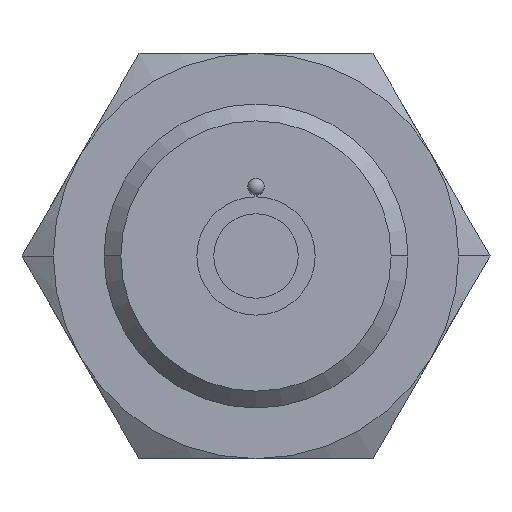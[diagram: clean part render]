
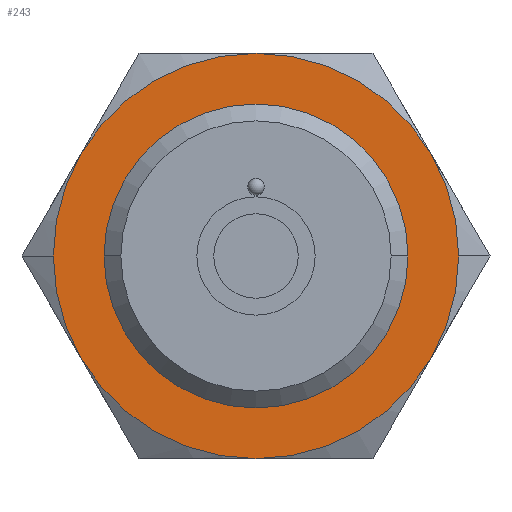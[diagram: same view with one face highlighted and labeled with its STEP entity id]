
A CAD part, front view. The second image highlights one B-rep face of the part: STEP entity #243.
In plain terms, the highlighted planar face has unit normal (0, -1, 0).
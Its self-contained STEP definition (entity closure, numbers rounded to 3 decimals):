
#243=ADVANCED_FACE('',(#401,#402),#403,.T.);
#401=FACE_OUTER_BOUND('',#566,.T.);
#402=FACE_BOUND('',#567,.T.);
#403=PLANE('',#568);
#566=EDGE_LOOP('',(#1079,#1080,#1081,#1082,#1083,#1084,#1085,#1086));
#567=EDGE_LOOP('',(#1087,#1088));
#568=AXIS2_PLACEMENT_3D('',#1089,#1090,#1091);
#1079=ORIENTED_EDGE('',*,*,#1283,.F.);
#1080=ORIENTED_EDGE('',*,*,#1269,.F.);
#1081=ORIENTED_EDGE('',*,*,#1272,.F.);
#1082=ORIENTED_EDGE('',*,*,#1274,.F.);
#1083=ORIENTED_EDGE('',*,*,#1267,.F.);
#1084=ORIENTED_EDGE('',*,*,#1278,.F.);
#1085=ORIENTED_EDGE('',*,*,#1281,.F.);
#1086=ORIENTED_EDGE('',*,*,#1263,.F.);
#1087=ORIENTED_EDGE('',*,*,#1303,.T.);
#1088=ORIENTED_EDGE('',*,*,#1247,.T.);
#1089=CARTESIAN_POINT('',(10.5,-15.0,0.0));
#1090=DIRECTION('',(0.0,-1.0,0.0));
#1091=DIRECTION('',(-1.0,0.0,0.0));
#1247=EDGE_CURVE('',#1471,#1468,#1472,.T.);
#1263=EDGE_CURVE('',#1498,#1501,#1502,.T.);
#1267=EDGE_CURVE('',#1507,#1505,#1509,.T.);
#1269=EDGE_CURVE('',#1511,#1513,#1514,.T.);
#1272=EDGE_CURVE('',#1517,#1511,#1519,.T.);
#1274=EDGE_CURVE('',#1505,#1517,#1521,.T.);
#1278=EDGE_CURVE('',#1525,#1507,#1527,.T.);
#1281=EDGE_CURVE('',#1501,#1525,#1531,.T.);
#1283=EDGE_CURVE('',#1513,#1498,#1533,.T.);
#1303=EDGE_CURVE('',#1468,#1471,#1561,.T.);
#1468=VERTEX_POINT('',#2020);
#1471=VERTEX_POINT('',#2024);
#1472=CIRCLE('',#2025,9.0);
#1498=VERTEX_POINT('',#2080);
#1501=VERTEX_POINT('',#2084);
#1502=CIRCLE('',#2085,12.0);
#1505=VERTEX_POINT('',#2099);
#1507=VERTEX_POINT('',#2102);
#1509=CIRCLE('',#2115,12.0);
#1511=VERTEX_POINT('',#2117);
#1513=VERTEX_POINT('',#2130);
#1514=CIRCLE('',#2131,12.0);
#1517=VERTEX_POINT('',#2145);
#1519=CIRCLE('',#2158,12.0);
#1521=CIRCLE('',#2171,12.0);
#1525=VERTEX_POINT('',#2197);
#1527=CIRCLE('',#2210,12.0);
#1531=CIRCLE('',#2236,12.0);
#1533=CIRCLE('',#2249,12.0);
#1561=CIRCLE('',#2387,9.0);
#2020=CARTESIAN_POINT('',(9.0,-15.0,0.0));
#2024=CARTESIAN_POINT('',(-9.0,-15.0,0.));
#2025=AXIS2_PLACEMENT_3D('',#2569,#2570,#2571);
#2080=CARTESIAN_POINT('',(12.0,-15.0,0.));
#2084=CARTESIAN_POINT('',(10.392,-15.0,-6.0));
#2085=AXIS2_PLACEMENT_3D('',#2595,#2596,#2597);
#2099=CARTESIAN_POINT('',(-12.0,-15.0,0.));
#2102=CARTESIAN_POINT('',(-10.392,-15.0,-6.0));
#2115=AXIS2_PLACEMENT_3D('',#2599,#2600,#2601);
#2117=CARTESIAN_POINT('',(0.,-15.0,12.0));
#2130=CARTESIAN_POINT('',(10.392,-15.0,6.0));
#2131=AXIS2_PLACEMENT_3D('',#2602,#2603,#2604);
#2145=CARTESIAN_POINT('',(-10.392,-15.0,6.0));
#2158=AXIS2_PLACEMENT_3D('',#2605,#2606,#2607);
#2171=AXIS2_PLACEMENT_3D('',#2608,#2609,#2610);
#2197=CARTESIAN_POINT('',(0.0,-15.0,-12.0));
#2210=AXIS2_PLACEMENT_3D('',#2611,#2612,#2613);
#2236=AXIS2_PLACEMENT_3D('',#2614,#2615,#2616);
#2249=AXIS2_PLACEMENT_3D('',#2617,#2618,#2619);
#2387=AXIS2_PLACEMENT_3D('',#2647,#2648,#2649);
#2569=CARTESIAN_POINT('',(0.0,-15.0,0.0));
#2570=DIRECTION('',(0.0,1.0,0.0));
#2571=DIRECTION('',(1.0,0.0,0.0));
#2595=CARTESIAN_POINT('',(0.0,-15.0,0.0));
#2596=DIRECTION('',(0.0,1.0,0.0));
#2597=DIRECTION('',(1.0,0.0,0.0));
#2599=CARTESIAN_POINT('',(0.0,-15.0,0.0));
#2600=DIRECTION('',(0.0,1.0,0.0));
#2601=DIRECTION('',(1.0,0.0,0.0));
#2602=CARTESIAN_POINT('',(0.0,-15.0,0.0));
#2603=DIRECTION('',(0.0,1.0,0.0));
#2604=DIRECTION('',(1.0,0.0,0.0));
#2605=CARTESIAN_POINT('',(0.0,-15.0,0.0));
#2606=DIRECTION('',(0.0,1.0,0.0));
#2607=DIRECTION('',(1.0,0.0,0.0));
#2608=CARTESIAN_POINT('',(0.0,-15.0,0.0));
#2609=DIRECTION('',(0.0,1.0,0.0));
#2610=DIRECTION('',(1.0,0.0,0.0));
#2611=CARTESIAN_POINT('',(0.0,-15.0,0.0));
#2612=DIRECTION('',(0.0,1.0,0.0));
#2613=DIRECTION('',(1.0,0.0,0.0));
#2614=CARTESIAN_POINT('',(0.0,-15.0,0.0));
#2615=DIRECTION('',(0.0,1.0,0.0));
#2616=DIRECTION('',(1.0,0.0,0.0));
#2617=CARTESIAN_POINT('',(0.0,-15.0,0.0));
#2618=DIRECTION('',(0.0,1.0,0.0));
#2619=DIRECTION('',(1.0,0.0,0.0));
#2647=CARTESIAN_POINT('',(0.0,-15.0,0.0));
#2648=DIRECTION('',(0.0,1.0,0.0));
#2649=DIRECTION('',(1.0,0.0,0.0));
